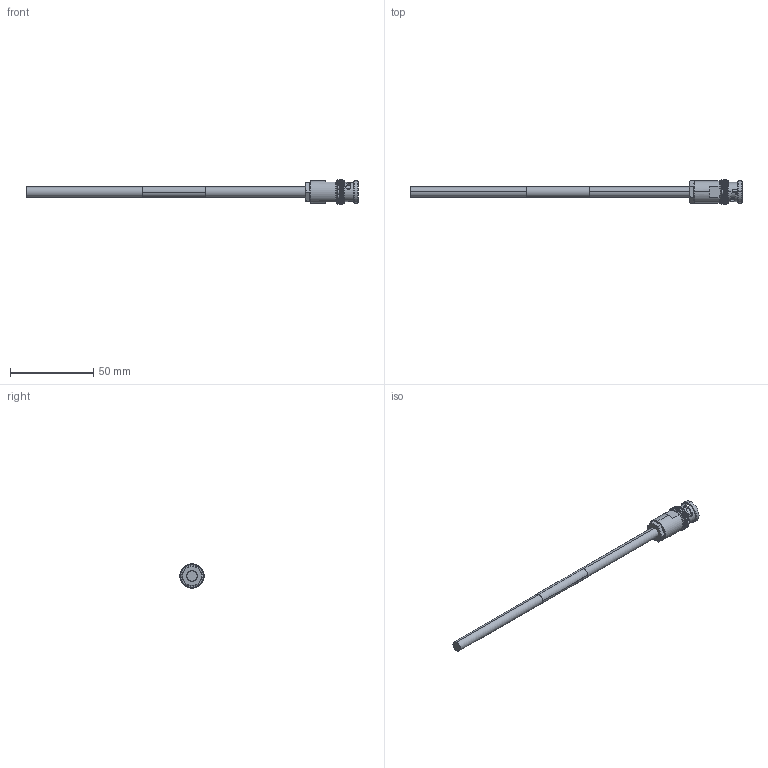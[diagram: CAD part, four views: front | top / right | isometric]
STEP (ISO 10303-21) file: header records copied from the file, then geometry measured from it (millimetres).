
FILE_DESCRIPTION (( 'STEP AP214' ), '1' );
FILE_NAME ('FM3MSA00604_3D.step', '2023-08-28T16:56:32', ( '' ), ( '' ), 'SwSTEP 2.0', 'SolidWorks 2022', '' );
FILE_SCHEMA (( 'AUTOMOTIVE_DESIGN' ));
Length unit declared in the file: inch
Products named in the file (7): 1AW01-003_.242" ID X 1.50; 10-08030-XXX-MA2; 10-08030-XXX-MA3; 10-08030-XXX; FM3MSA00604_3D; TWCH-78-2_7"; 10-08030-XXX-MA1
Assembly tree (6 placements, depth 3):
  FM3MSA00604_3D
    TWCH-78-2_7"
    1AW01-003_.242" ID X 1.50
    10-08030-XXX
      10-08030-XXX-MA1
      10-08030-XXX-MA2
      10-08030-XXX-MA3
Bounding box: 199.14 x 14.47 x 14.47 mm (x, y, z)
Volume: 8916.8 mm3; surface area: 8575.6 mm2
Topology: 5 solids, 5 shells, 692 faces, 1971 edges, 1298 vertices
Faces by surface type: cylinder 378, torus 194, plane 78, cone 32, bspline 10
Entity records: 25936 total; most frequent: CARTESIAN_POINT 7609, ORIENTED_EDGE 3938, DIRECTION 3742, EDGE_CURVE 1969, AXIS2_PLACEMENT_3D 1611, VERTEX_POINT 1298, CIRCLE 919, EDGE_LOOP 715
